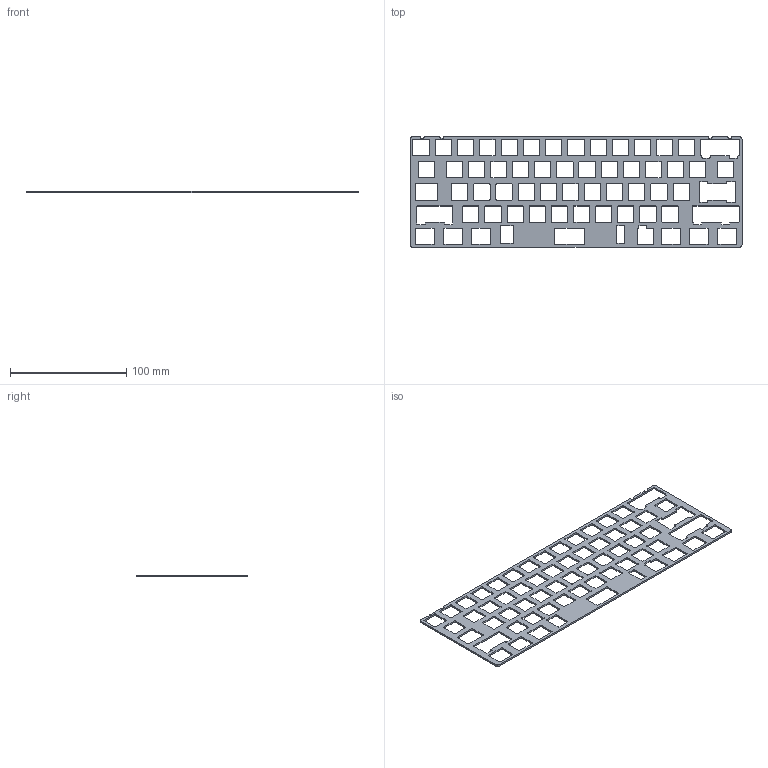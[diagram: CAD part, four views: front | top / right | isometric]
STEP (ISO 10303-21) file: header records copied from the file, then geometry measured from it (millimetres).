
FILE_DESCRIPTION(/* description */ (''),/* implementation_level */ '2;1');
FILE_NAME(/* name */ 'plate.step',/* time_stamp */ '2023-03-24T12:27:37+07:00',/* author */ (''),/* organization */ (''),/* preprocessor_version */ 'ST-DEVELOPER v19.2',/* originating_system */ 'Autodesk Translation Framework v11.17.0.187',/* authorisation */ '');
FILE_SCHEMA (('AUTOMOTIVE_DESIGN { 1 0 10303 214 3 1 1 }'));
Length unit declared in the file: millimetre
Products named in the file (1): (Unsaved)
Bounding box: 285.75 x 95.25 x 1.5 mm (x, y, z)
Volume: 19911.3 mm3; surface area: 33268.6 mm2
Topology: 1 solids, 1 shells, 606 faces, 1812 edges, 1208 vertices
Faces by surface type: cylinder 304, plane 302
Entity records: 20856 total; most frequent: DIRECTION 3634, CARTESIAN_POINT 3627, ORIENTED_EDGE 3624, EDGE_CURVE 1812, AXIS2_PLACEMENT_3D 1215, VERTEX_POINT 1208, LINE 1204, VECTOR 1204
